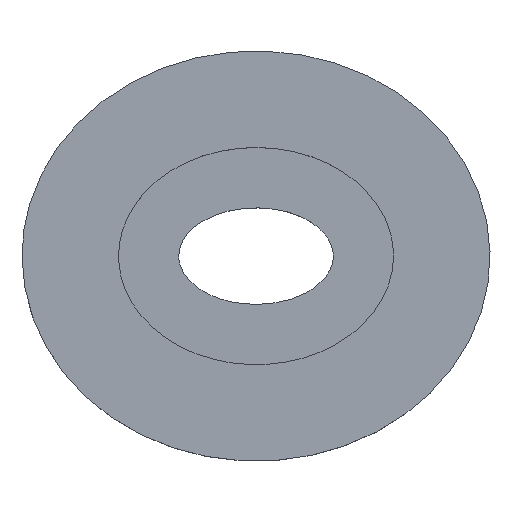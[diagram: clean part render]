
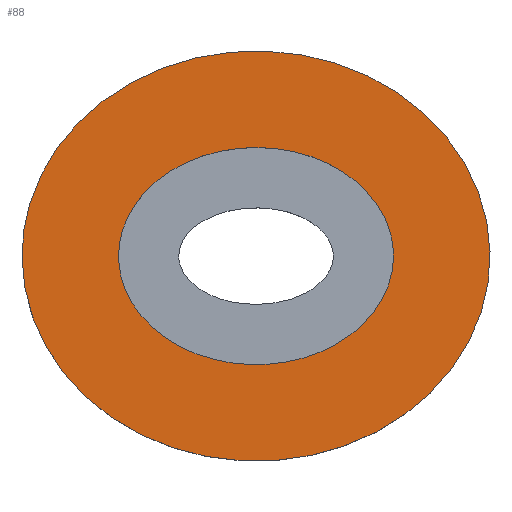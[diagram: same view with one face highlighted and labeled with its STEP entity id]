
A CAD part, top view. The second image highlights one B-rep face of the part: STEP entity #88.
In plain terms, the highlighted planar face has unit normal (0, 0, 1).
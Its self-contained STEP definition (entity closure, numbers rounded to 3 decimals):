
#16=FACE_BOUND('',#33,.T.);
#19=PLANE('',#111);
#25=FACE_OUTER_BOUND('',#32,.T.);
#32=EDGE_LOOP('',(#77));
#33=EDGE_LOOP('',(#78));
#42=ELLIPSE('',#104,7.125,5.625);
#46=ELLIPSE('',#109,12.125,10.625);
#48=VERTEX_POINT('',#155);
#52=VERTEX_POINT('',#202);
#54=EDGE_CURVE('',#48,#48,#42,.T.);
#60=EDGE_CURVE('',#52,#52,#46,.T.);
#77=ORIENTED_EDGE('',*,*,#60,.T.);
#78=ORIENTED_EDGE('',*,*,#54,.T.);
#88=ADVANCED_FACE('',(#25,#16),#19,.T.);
#104=AXIS2_PLACEMENT_3D('',#156,#115,#116);
#109=AXIS2_PLACEMENT_3D('',#203,#127,#128);
#111=AXIS2_PLACEMENT_3D('',#207,#132,#133);
#115=DIRECTION('center_axis',(0.,0.,-1.));
#116=DIRECTION('ref_axis',(-1.,0.,0.));
#127=DIRECTION('center_axis',(0.,0.,1.));
#128=DIRECTION('ref_axis',(1.,0.,0.));
#132=DIRECTION('center_axis',(0.,0.,1.));
#133=DIRECTION('ref_axis',(1.,0.,0.));
#155=CARTESIAN_POINT('',(7.125,0.,4.5));
#156=CARTESIAN_POINT('Origin',(0.,0.,4.5));
#202=CARTESIAN_POINT('',(-12.125,0.,4.5));
#203=CARTESIAN_POINT('Origin',(0.,0.,4.5));
#207=CARTESIAN_POINT('Origin',(0.,0.,4.5));
